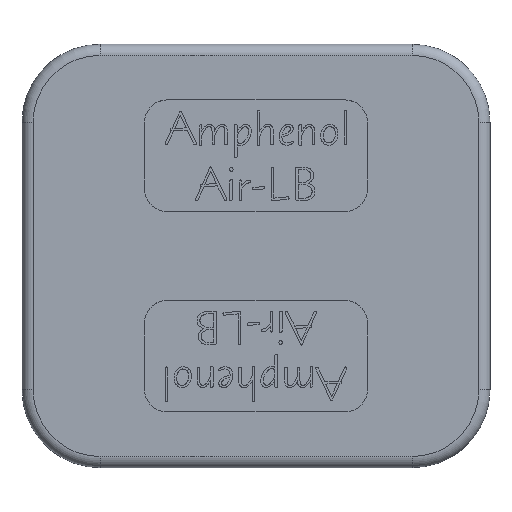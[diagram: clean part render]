
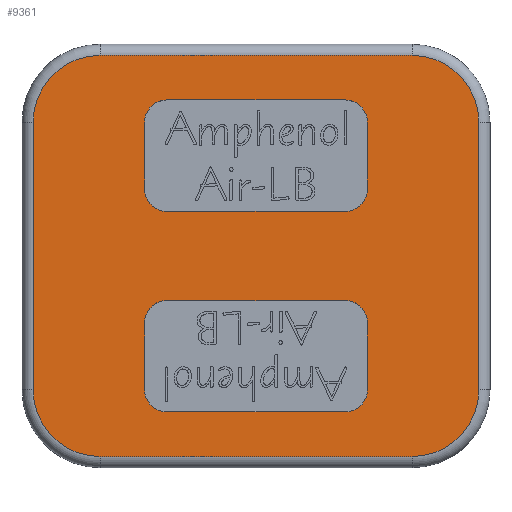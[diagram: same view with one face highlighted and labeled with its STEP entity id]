
A CAD part, top view. The second image highlights one B-rep face of the part: STEP entity #9361.
In plain terms, the highlighted planar face has unit normal (0, 0, 1).
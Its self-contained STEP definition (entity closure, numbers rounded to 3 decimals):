
#324=DIRECTION('',(0.,1.,0.));
#325=VECTOR('',#324,3.);
#326=CARTESIAN_POINT('',(5.,3.,1.));
#327=LINE('',#326,#325);
#328=DIRECTION('',(-1.,0.,0.));
#329=VECTOR('',#328,8.);
#330=CARTESIAN_POINT('',(4.,7.,1.));
#331=LINE('',#330,#329);
#332=DIRECTION('',(0.,-1.,0.));
#333=VECTOR('',#332,3.);
#334=CARTESIAN_POINT('',(-5.,6.,1.));
#335=LINE('',#334,#333);
#336=DIRECTION('',(1.,0.,0.));
#337=VECTOR('',#336,8.);
#338=CARTESIAN_POINT('',(-4.,2.,1.));
#339=LINE('',#338,#337);
#340=DIRECTION('',(0.,-1.,0.));
#341=VECTOR('',#340,3.);
#342=CARTESIAN_POINT('',(-5.,-3.,1.));
#343=LINE('',#342,#341);
#344=DIRECTION('',(1.,0.,0.));
#345=VECTOR('',#344,8.);
#346=CARTESIAN_POINT('',(-4.,-7.,1.));
#347=LINE('',#346,#345);
#348=DIRECTION('',(0.,1.,0.));
#349=VECTOR('',#348,3.);
#350=CARTESIAN_POINT('',(5.,-6.,1.));
#351=LINE('',#350,#349);
#352=DIRECTION('',(-1.,0.,0.));
#353=VECTOR('',#352,8.);
#354=CARTESIAN_POINT('',(4.,-2.,1.));
#355=LINE('',#354,#353);
#356=DIRECTION('',(0.,1.,0.));
#357=VECTOR('',#356,12.);
#358=CARTESIAN_POINT('',(10.,-6.,1.));
#359=LINE('',#358,#357);
#360=CARTESIAN_POINT('',(7.,-6.,1.));
#361=DIRECTION('',(0.,0.,1.));
#362=DIRECTION('',(0.,-1.,0.));
#363=AXIS2_PLACEMENT_3D('',#360,#361,#362);
#365=DIRECTION('',(1.,0.,0.));
#366=VECTOR('',#365,14.);
#367=CARTESIAN_POINT('',(-7.,-9.,1.));
#368=LINE('',#367,#366);
#369=CARTESIAN_POINT('',(-7.,-6.,1.));
#370=DIRECTION('',(0.,0.,1.));
#371=DIRECTION('',(-1.,0.,0.));
#372=AXIS2_PLACEMENT_3D('',#369,#370,#371);
#374=DIRECTION('',(0.,-1.,0.));
#375=VECTOR('',#374,12.);
#376=CARTESIAN_POINT('',(-10.,6.,1.));
#377=LINE('',#376,#375);
#378=CARTESIAN_POINT('',(-7.,6.,1.));
#379=DIRECTION('',(0.,0.,1.));
#380=DIRECTION('',(0.,1.,0.));
#381=AXIS2_PLACEMENT_3D('',#378,#379,#380);
#383=DIRECTION('',(-1.,0.,0.));
#384=VECTOR('',#383,14.);
#385=CARTESIAN_POINT('',(7.,9.,1.));
#386=LINE('',#385,#384);
#387=CARTESIAN_POINT('',(7.,6.,1.));
#388=DIRECTION('',(0.,0.,1.));
#389=DIRECTION('',(1.,0.,0.));
#390=AXIS2_PLACEMENT_3D('',#387,#388,#389);
#400=CARTESIAN_POINT('',(4.,6.,1.));
#401=DIRECTION('',(0.,0.,-1.));
#402=DIRECTION('',(0.,1.,0.));
#403=AXIS2_PLACEMENT_3D('',#400,#401,#402);
#2767=CARTESIAN_POINT('',(-4.,6.,1.));
#2768=DIRECTION('',(0.,0.,-1.));
#2769=DIRECTION('',(-1.,0.,0.));
#2770=AXIS2_PLACEMENT_3D('',#2767,#2768,#2769);
#2780=CARTESIAN_POINT('',(-4.,3.,1.));
#2781=DIRECTION('',(0.,0.,-1.));
#2782=DIRECTION('',(0.,-1.,0.));
#2783=AXIS2_PLACEMENT_3D('',#2780,#2781,#2782);
#2793=CARTESIAN_POINT('',(4.,3.,1.));
#2794=DIRECTION('',(0.,0.,-1.));
#2795=DIRECTION('',(1.,0.,0.));
#2796=AXIS2_PLACEMENT_3D('',#2793,#2794,#2795);
#2806=CARTESIAN_POINT('',(-4.,-6.,1.));
#2807=DIRECTION('',(0.,0.,-1.));
#2808=DIRECTION('',(0.,-1.,0.));
#2809=AXIS2_PLACEMENT_3D('',#2806,#2807,#2808);
#2819=CARTESIAN_POINT('',(4.,-6.,1.));
#2820=DIRECTION('',(0.,0.,-1.));
#2821=DIRECTION('',(1.,0.,0.));
#2822=AXIS2_PLACEMENT_3D('',#2819,#2820,#2821);
#2832=CARTESIAN_POINT('',(4.,-3.,1.));
#2833=DIRECTION('',(0.,0.,-1.));
#2834=DIRECTION('',(0.,1.,0.));
#2835=AXIS2_PLACEMENT_3D('',#2832,#2833,#2834);
#2845=CARTESIAN_POINT('',(-4.,-3.,1.));
#2846=DIRECTION('',(0.,0.,-1.));
#2847=DIRECTION('',(-1.,0.,0.));
#2848=AXIS2_PLACEMENT_3D('',#2845,#2846,#2847);
#7364=CARTESIAN_POINT('',(-5.,6.,1.));
#7365=VERTEX_POINT('',#7364);
#7366=CARTESIAN_POINT('',(-4.,7.,1.));
#7367=VERTEX_POINT('',#7366);
#7372=CARTESIAN_POINT('',(4.,7.,1.));
#7373=VERTEX_POINT('',#7372);
#7374=CARTESIAN_POINT('',(5.,6.,1.));
#7375=VERTEX_POINT('',#7374);
#7380=CARTESIAN_POINT('',(5.,3.,1.));
#7381=VERTEX_POINT('',#7380);
#7382=CARTESIAN_POINT('',(4.,2.,1.));
#7383=VERTEX_POINT('',#7382);
#7388=CARTESIAN_POINT('',(-4.,2.,1.));
#7389=VERTEX_POINT('',#7388);
#7390=CARTESIAN_POINT('',(-5.,3.,1.));
#7391=VERTEX_POINT('',#7390);
#8058=CARTESIAN_POINT('',(-4.,-7.,1.));
#8059=VERTEX_POINT('',#8058);
#8060=CARTESIAN_POINT('',(-5.,-6.,1.));
#8061=VERTEX_POINT('',#8060);
#8066=CARTESIAN_POINT('',(-5.,-3.,1.));
#8067=VERTEX_POINT('',#8066);
#8068=CARTESIAN_POINT('',(-4.,-2.,1.));
#8069=VERTEX_POINT('',#8068);
#8074=CARTESIAN_POINT('',(4.,-2.,1.));
#8075=VERTEX_POINT('',#8074);
#8076=CARTESIAN_POINT('',(5.,-3.,1.));
#8077=VERTEX_POINT('',#8076);
#8082=CARTESIAN_POINT('',(5.,-6.,1.));
#8083=VERTEX_POINT('',#8082);
#8084=CARTESIAN_POINT('',(4.,-7.,1.));
#8085=VERTEX_POINT('',#8084);
#8796=CARTESIAN_POINT('',(10.,-6.,1.));
#8797=CARTESIAN_POINT('',(10.,6.,1.));
#8798=VERTEX_POINT('',#8796);
#8799=VERTEX_POINT('',#8797);
#8800=CARTESIAN_POINT('',(7.,9.,1.));
#8801=VERTEX_POINT('',#8800);
#8802=CARTESIAN_POINT('',(-7.,9.,1.));
#8803=VERTEX_POINT('',#8802);
#8804=CARTESIAN_POINT('',(-10.,6.,1.));
#8805=VERTEX_POINT('',#8804);
#8806=CARTESIAN_POINT('',(-10.,-6.,1.));
#8807=VERTEX_POINT('',#8806);
#8808=CARTESIAN_POINT('',(-7.,-9.,1.));
#8809=VERTEX_POINT('',#8808);
#8810=CARTESIAN_POINT('',(7.,-9.,1.));
#8811=VERTEX_POINT('',#8810);
#9303=CARTESIAN_POINT('',(0.,0.,1.));
#9304=DIRECTION('',(0.,0.,1.));
#9305=DIRECTION('',(1.,0.,0.));
#9306=AXIS2_PLACEMENT_3D('',#9303,#9304,#9305);
#9307=PLANE('',#9306);
#9308=ORIENTED_EDGE('',*,*,#9293,.F.);
#9310=ORIENTED_EDGE('',*,*,#9309,.F.);
#9312=ORIENTED_EDGE('',*,*,#9311,.F.);
#9314=ORIENTED_EDGE('',*,*,#9313,.F.);
#9316=ORIENTED_EDGE('',*,*,#9315,.F.);
#9318=ORIENTED_EDGE('',*,*,#9317,.F.);
#9320=ORIENTED_EDGE('',*,*,#9319,.F.);
#9322=ORIENTED_EDGE('',*,*,#9321,.F.);
#9323=EDGE_LOOP('',(#9308,#9310,#9312,#9314,#9316,#9318,#9320,#9322));
#9324=FACE_OUTER_BOUND('',#9323,.F.);
#9326=ORIENTED_EDGE('',*,*,#9325,.T.);
#9328=ORIENTED_EDGE('',*,*,#9327,.F.);
#9330=ORIENTED_EDGE('',*,*,#9329,.T.);
#9332=ORIENTED_EDGE('',*,*,#9331,.F.);
#9334=ORIENTED_EDGE('',*,*,#9333,.T.);
#9336=ORIENTED_EDGE('',*,*,#9335,.F.);
#9338=ORIENTED_EDGE('',*,*,#9337,.T.);
#9340=ORIENTED_EDGE('',*,*,#9339,.F.);
#9341=EDGE_LOOP('',(#9326,#9328,#9330,#9332,#9334,#9336,#9338,#9340));
#9342=FACE_BOUND('',#9341,.F.);
#9344=ORIENTED_EDGE('',*,*,#9343,.T.);
#9346=ORIENTED_EDGE('',*,*,#9345,.F.);
#9348=ORIENTED_EDGE('',*,*,#9347,.T.);
#9350=ORIENTED_EDGE('',*,*,#9349,.F.);
#9352=ORIENTED_EDGE('',*,*,#9351,.T.);
#9354=ORIENTED_EDGE('',*,*,#9353,.F.);
#9356=ORIENTED_EDGE('',*,*,#9355,.T.);
#9358=ORIENTED_EDGE('',*,*,#9357,.F.);
#9359=EDGE_LOOP('',(#9344,#9346,#9348,#9350,#9352,#9354,#9356,#9358));
#9360=FACE_BOUND('',#9359,.F.);
#9361=ADVANCED_FACE('',(#9324,#9342,#9360),#9307,.T.);
#364=CIRCLE('',#363,3.);
#373=CIRCLE('',#372,3.);
#382=CIRCLE('',#381,3.);
#391=CIRCLE('',#390,3.);
#404=CIRCLE('',#403,1.);
#2771=CIRCLE('',#2770,1.);
#2784=CIRCLE('',#2783,1.);
#2797=CIRCLE('',#2796,1.);
#2810=CIRCLE('',#2809,1.);
#2823=CIRCLE('',#2822,1.);
#2836=CIRCLE('',#2835,1.);
#2849=CIRCLE('',#2848,1.);
#9293=EDGE_CURVE('',#8798,#8799,#359,.T.);
#9309=EDGE_CURVE('',#8811,#8798,#364,.T.);
#9311=EDGE_CURVE('',#8809,#8811,#368,.T.);
#9313=EDGE_CURVE('',#8807,#8809,#373,.T.);
#9315=EDGE_CURVE('',#8805,#8807,#377,.T.);
#9317=EDGE_CURVE('',#8803,#8805,#382,.T.);
#9319=EDGE_CURVE('',#8801,#8803,#386,.T.);
#9321=EDGE_CURVE('',#8799,#8801,#391,.T.);
#9325=EDGE_CURVE('',#8067,#8061,#343,.T.);
#9327=EDGE_CURVE('',#8059,#8061,#2810,.T.);
#9329=EDGE_CURVE('',#8059,#8085,#347,.T.);
#9331=EDGE_CURVE('',#8083,#8085,#2823,.T.);
#9333=EDGE_CURVE('',#8083,#8077,#351,.T.);
#9335=EDGE_CURVE('',#8075,#8077,#2836,.T.);
#9337=EDGE_CURVE('',#8075,#8069,#355,.T.);
#9339=EDGE_CURVE('',#8067,#8069,#2849,.T.);
#9343=EDGE_CURVE('',#7381,#7375,#327,.T.);
#9345=EDGE_CURVE('',#7373,#7375,#404,.T.);
#9347=EDGE_CURVE('',#7373,#7367,#331,.T.);
#9349=EDGE_CURVE('',#7365,#7367,#2771,.T.);
#9351=EDGE_CURVE('',#7365,#7391,#335,.T.);
#9353=EDGE_CURVE('',#7389,#7391,#2784,.T.);
#9355=EDGE_CURVE('',#7389,#7383,#339,.T.);
#9357=EDGE_CURVE('',#7381,#7383,#2797,.T.);
